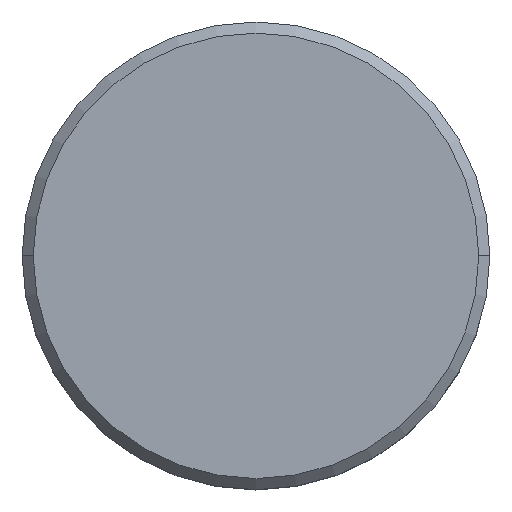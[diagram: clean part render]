
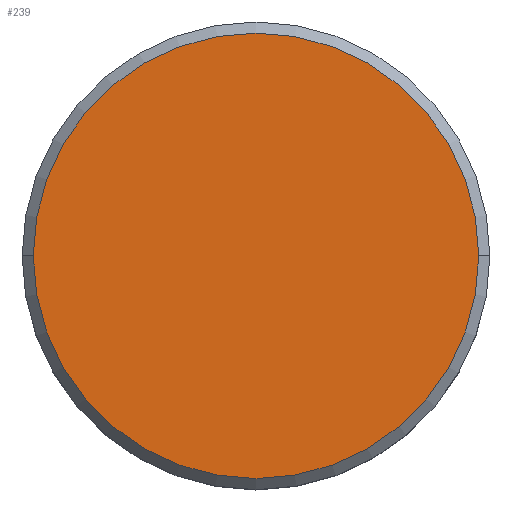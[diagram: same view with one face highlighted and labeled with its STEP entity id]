
A CAD part, top view. The second image highlights one B-rep face of the part: STEP entity #239.
In plain terms, the highlighted planar face has unit normal (0, 0, 1).
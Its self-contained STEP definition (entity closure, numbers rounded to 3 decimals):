
#31 = DIRECTION ( 'NONE',  ( 1., 0., 0. ) ) ;
#136 = CARTESIAN_POINT ( 'NONE',  ( -10., 0., 0. ) ) ;
#141 = VERTEX_POINT ( 'NONE', #336 ) ;
#151 = AXIS2_PLACEMENT_3D ( 'NONE', #180, #315, #31 ) ;
#154 = PLANE ( 'NONE',  #399 ) ;
#180 = CARTESIAN_POINT ( 'NONE',  ( 0., 0., 0. ) ) ;
#211 = DIRECTION ( 'NONE',  ( 1., 0., 0. ) ) ;
#213 = DIRECTION ( 'NONE',  ( 0., 0., 1. ) ) ;
#220 = DIRECTION ( 'NONE',  ( 1., 0., 0. ) ) ;
#239 = ADVANCED_FACE ( 'NONE', ( #480 ), #154, .T. ) ;
#240 = ORIENTED_EDGE ( 'NONE', *, *, #404, .T. ) ;
#259 = DIRECTION ( 'NONE',  ( 0., 0., 1. ) ) ;
#261 = EDGE_CURVE ( 'NONE', #141, #568, #330, .T. ) ;
#265 = AXIS2_PLACEMENT_3D ( 'NONE', #437, #213, #211 ) ;
#297 = ORIENTED_EDGE ( 'NONE', *, *, #261, .T. ) ;
#315 = DIRECTION ( 'NONE',  ( 0., 0., 1. ) ) ;
#330 = CIRCLE ( 'NONE', #265, 10. ) ;
#336 = CARTESIAN_POINT ( 'NONE',  ( 10., 0., 0. ) ) ;
#397 = CARTESIAN_POINT ( 'NONE',  ( 0., 0., 0. ) ) ;
#399 = AXIS2_PLACEMENT_3D ( 'NONE', #397, #259, #220 ) ;
#404 = EDGE_CURVE ( 'NONE', #568, #141, #469, .T. ) ;
#437 = CARTESIAN_POINT ( 'NONE',  ( 0., 0., 0. ) ) ;
#469 = CIRCLE ( 'NONE', #151, 10. ) ;
#480 = FACE_OUTER_BOUND ( 'NONE', #544, .T. ) ;
#544 = EDGE_LOOP ( 'NONE', ( #240, #297 ) ) ;
#568 = VERTEX_POINT ( 'NONE', #136 ) ;
